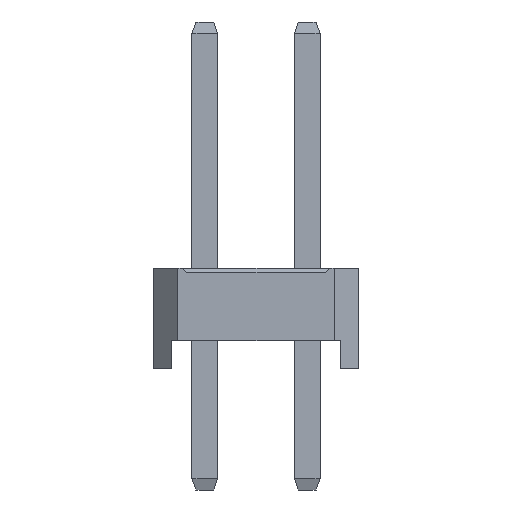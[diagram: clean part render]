
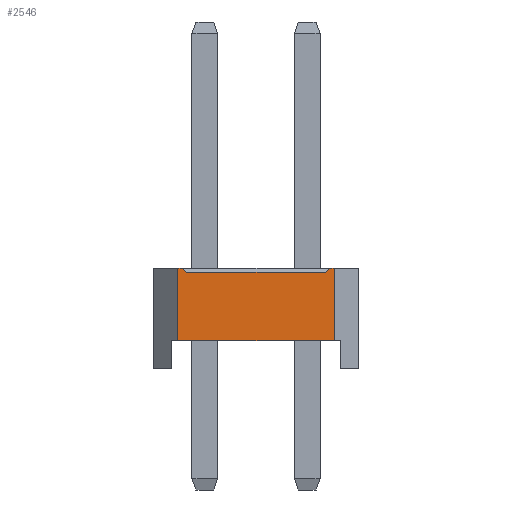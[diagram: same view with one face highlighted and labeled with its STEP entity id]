
A CAD part, left-side view. The second image highlights one B-rep face of the part: STEP entity #2546.
In plain terms, the highlighted planar face has unit normal (-1, 0, 0).
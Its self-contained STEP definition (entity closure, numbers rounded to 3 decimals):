
#2546=ADVANCED_FACE('',(#10495),#10497,.T.);
#10495=FACE_BOUND('',#10496,.T.);
#10496=EDGE_LOOP('',(#16719,#16720,#16721,#16722,#16723,#16724,#16725,#16726));
#10497=PLANE('',#10498);
#10498=AXIS2_PLACEMENT_3D('',#10499,#10500,#10501);
#10499=CARTESIAN_POINT('',(-1.27,3.21,0.));
#10500=DIRECTION('',(-1.,0.,0.));
#10501=DIRECTION('',(0.,-1.,0.));
#16719=ORIENTED_EDGE('',*,*,#20596,.F.);
#16720=ORIENTED_EDGE('',*,*,#20597,.T.);
#16721=ORIENTED_EDGE('',*,*,#20598,.F.);
#16722=ORIENTED_EDGE('',*,*,#19769,.F.);
#16723=ORIENTED_EDGE('',*,*,#20599,.F.);
#16724=ORIENTED_EDGE('',*,*,#19462,.T.);
#16725=ORIENTED_EDGE('',*,*,#20595,.T.);
#16726=ORIENTED_EDGE('',*,*,#19773,.F.);
#19462=EDGE_CURVE('',#21680,#21678,#21681,.T.);
#19769=EDGE_CURVE('',#22292,#22294,#22295,.T.);
#19773=EDGE_CURVE('',#22300,#22302,#22303,.T.);
#20595=EDGE_CURVE('',#21678,#22302,#23669,.T.);
#20596=EDGE_CURVE('',#23670,#22300,#23671,.F.);
#20597=EDGE_CURVE('',#23670,#23672,#23673,.T.);
#20598=EDGE_CURVE('',#22294,#23672,#23674,.F.);
#20599=EDGE_CURVE('',#21680,#22292,#23675,.T.);
#21678=VERTEX_POINT('',#25276);
#21680=VERTEX_POINT('',#25280);
#21681=LINE('',#25281,#25282);
#22292=VERTEX_POINT('',#26504);
#22294=VERTEX_POINT('',#26508);
#22295=LINE('',#26509,#26510);
#22300=VERTEX_POINT('',#26520);
#22302=VERTEX_POINT('',#26524);
#22303=LINE('',#26525,#26526);
#23669=LINE('',#29535,#29536);
#23670=VERTEX_POINT('',#29538);
#23671=LINE('',#29539,#29540);
#23672=VERTEX_POINT('',#29542);
#23673=LINE('',#29543,#29544);
#23674=LINE('',#29546,#29547);
#23675=LINE('',#29549,#29550);
#25276=CARTESIAN_POINT('',(-1.27,-0.67,0.7));
#25280=CARTESIAN_POINT('',(-1.27,3.21,0.7));
#25281=CARTESIAN_POINT('',(-1.27,3.21,0.7));
#25282=VECTOR('',#25283,1.);
#25283=DIRECTION('',(0.,-1.,0.));
#26504=CARTESIAN_POINT('',(-1.27,3.21,2.5));
#26508=CARTESIAN_POINT('',(-1.27,3.09,2.5));
#26509=CARTESIAN_POINT('',(-1.27,3.21,2.5));
#26510=VECTOR('',#26511,1.);
#26511=DIRECTION('',(0.,-1.,0.));
#26520=CARTESIAN_POINT('',(-1.27,-0.55,2.5));
#26524=CARTESIAN_POINT('',(-1.27,-0.67,2.5));
#26525=CARTESIAN_POINT('',(-1.27,-0.55,2.5));
#26526=VECTOR('',#26527,1.);
#26527=DIRECTION('',(0.,-1.,0.));
#29535=CARTESIAN_POINT('',(-1.27,-0.67,0.7));
#29536=VECTOR('',#29537,1.);
#29537=DIRECTION('',(0.,0.,1.));
#29538=CARTESIAN_POINT('',(-1.27,-0.45,2.4));
#29539=CARTESIAN_POINT('',(-1.27,-0.55,2.5));
#29540=VECTOR('',#29541,1.);
#29541=DIRECTION('',(0.,0.707,-0.707));
#29542=CARTESIAN_POINT('',(-1.27,2.99,2.4));
#29543=CARTESIAN_POINT('',(-1.27,-0.45,2.4));
#29544=VECTOR('',#29545,1.);
#29545=DIRECTION('',(0.,1.,0.));
#29546=CARTESIAN_POINT('',(-1.27,2.99,2.4));
#29547=VECTOR('',#29548,1.);
#29548=DIRECTION('',(0.,0.707,0.707));
#29549=CARTESIAN_POINT('',(-1.27,3.21,0.7));
#29550=VECTOR('',#29551,1.);
#29551=DIRECTION('',(0.,0.,1.));
